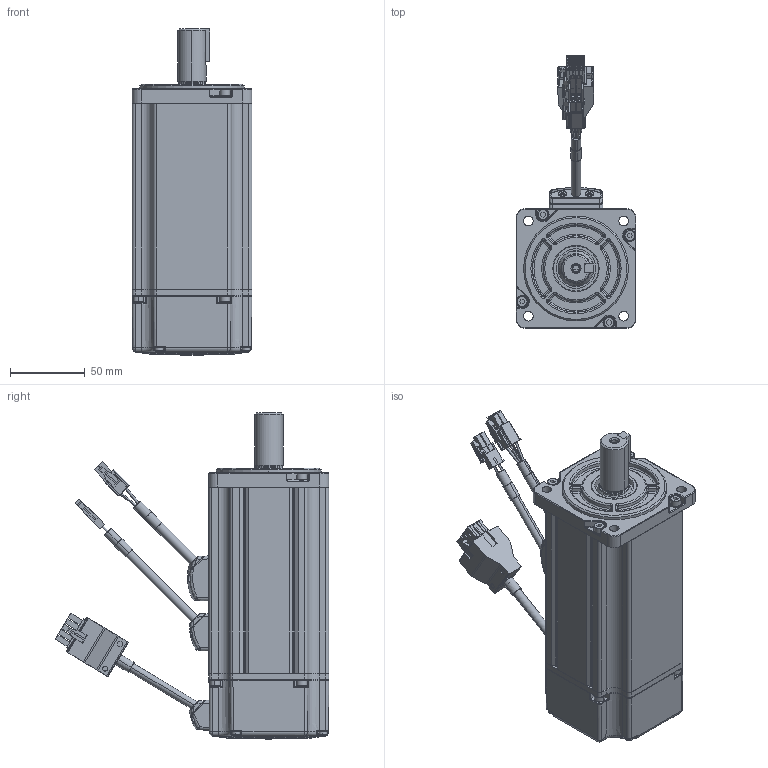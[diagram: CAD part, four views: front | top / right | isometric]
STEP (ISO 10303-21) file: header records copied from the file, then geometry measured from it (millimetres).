
FILE_DESCRIPTION (( 'STEP AP203' ), '1' );
FILE_NAME ('80-750W-B.STEP', '2015-05-07T07:39:29', ( '' ), ( '' ), 'SwSTEP 2.0', 'SolidWorks 2012', '' );
FILE_SCHEMA (( 'CONFIG_CONTROL_DESIGN' ));
Length unit declared in the file: millimetre
Products named in the file (1): 80-750W-B
Bounding box: 80 x 182.67 x 217.8 mm (x, y, z)
Surface area: 103743.6 mm2 (no closed solid volume)
Topology: 0 solids, 70 shells, 1391 faces, 4177 edges, 2809 vertices
Faces by surface type: plane 596, cylinder 389, bspline 155, cone 116, torus 96, sphere 39
Entity records: 53955 total; most frequent: CARTESIAN_POINT 17462, DIRECTION 7571, ORIENTED_EDGE 7028, EDGE_CURVE 4168, VERTEX_POINT 2809, AXIS2_PLACEMENT_3D 2603, VECTOR 2365, LINE 2365
